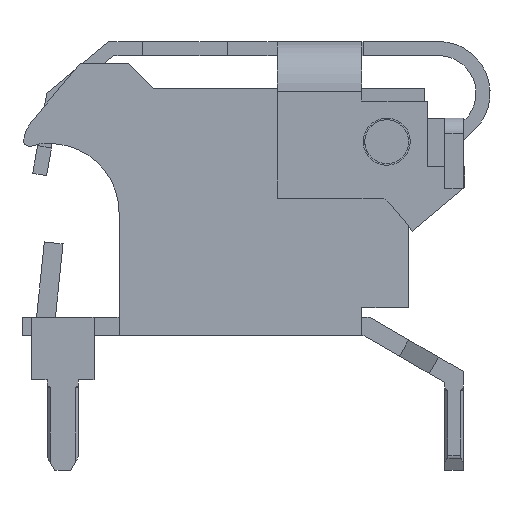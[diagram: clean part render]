
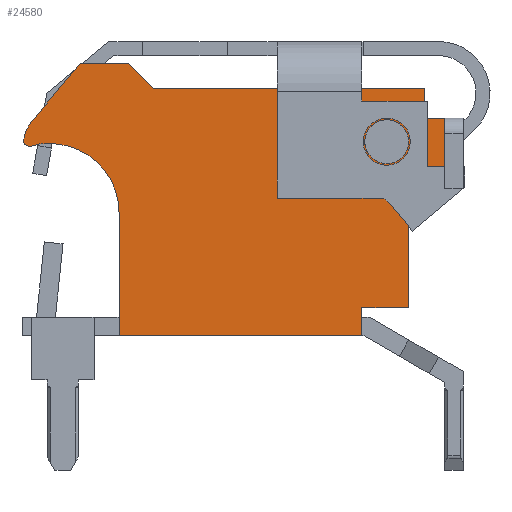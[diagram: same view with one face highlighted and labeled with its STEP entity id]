
A CAD part, left-side view. The second image highlights one B-rep face of the part: STEP entity #24580.
In plain terms, the highlighted face is planar.
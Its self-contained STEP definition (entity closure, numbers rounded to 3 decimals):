
#5090=CARTESIAN_POINT('',(0.,19.39,-33.789));
#5100=DIRECTION('',(1.,0.,0.));
#5110=VECTOR('',#5100,1.);
#5120=LINE('',#5090,#5110);
#5130=CARTESIAN_POINT('',(5.488,19.39,
-33.789));
#5140=VERTEX_POINT('',#5130);
#5150=CARTESIAN_POINT('',(7.027,19.39,
-33.789));
#5160=VERTEX_POINT('',#5150);
#5170=EDGE_CURVE('',#5140,#5160,#5120,.T.);
#6720=CARTESIAN_POINT('',(-1.962,13.238,
-27.637));
#6730=VERTEX_POINT('',#6720);
#6760=CARTESIAN_POINT('',(-1.962,48.652,
-63.052));
#6770=DIRECTION('',(0.,-0.707,
0.707));
#6780=VECTOR('',#6770,1.);
#6790=LINE('',#6760,#6780);
#6800=CARTESIAN_POINT('',(-1.962,13.874,
-28.274));
#6810=VERTEX_POINT('',#6800);
#6820=EDGE_CURVE('',#6810,#6730,#6790,.T.);
#7550=CARTESIAN_POINT('',(-3.335,17.906,
-32.305));
#7560=VERTEX_POINT('',#7550);
#7780=CARTESIAN_POINT('',(-2.189,17.338,
-31.738));
#7790=VERTEX_POINT('',#7780);
#7820=CARTESIAN_POINT('',(-2.762,17.622,
-32.021));
#7830=DIRECTION('',(0.,-0.707,
-0.707));
#7840=DIRECTION('',(0.819,-0.406,
0.406));
#7850=AXIS2_PLACEMENT_3D('',#7820,#7830,#7840);
#7860=CIRCLE('',#7850,0.7);
#7870=CARTESIAN_POINT('',(-2.42,18.054,
-32.453));
#7880=VERTEX_POINT('',#7870);
#7890=EDGE_CURVE('',#7880,#7790,#7860,.T.);
#7910=EDGE_CURVE('',#7560,#7880,#7860,.T.);
#9730=CARTESIAN_POINT('',(5.788,16.023,
-30.423));
#9740=VERTEX_POINT('',#9730);
#9770=CARTESIAN_POINT('',(5.788,48.652,
-63.052));
#9780=DIRECTION('',(0.,0.707,
-0.707));
#9790=VECTOR('',#9780,1.);
#9800=LINE('',#9770,#9790);
#9810=CARTESIAN_POINT('',(5.788,13.238,
-27.637));
#9820=VERTEX_POINT('',#9810);
#9830=EDGE_CURVE('',#9820,#9740,#9800,.T.);
#10280=CARTESIAN_POINT('',(-3.962,18.824,
-33.224));
#10290=VERTEX_POINT('',#10280);
#10440=CARTESIAN_POINT('',(-3.962,18.152,
-32.552));
#10450=VERTEX_POINT('',#10440);
#10480=CARTESIAN_POINT('',(-3.962,48.652,
-63.052));
#10490=DIRECTION('',(0.,0.707,
-0.707));
#10500=VECTOR('',#10490,1.);
#10510=LINE('',#10480,#10500);
#10520=EDGE_CURVE('',#10450,#10290,#10510,.T.);
#16340=CARTESIAN_POINT('',(-4.197,17.056,
-31.456));
#16350=VERTEX_POINT('',#16340);
#16380=CARTESIAN_POINT('',(0.,17.056,-31.456));
#16390=DIRECTION('',(-1.,0.,0.));
#16400=VECTOR('',#16390,1.);
#16410=LINE('',#16380,#16400);
#16420=CARTESIAN_POINT('',(-4.612,17.056,
-31.456));
#16430=VERTEX_POINT('',#16420);
#16440=EDGE_CURVE('',#16350,#16430,#16410,.T.);
#17140=CARTESIAN_POINT('',(0.,15.509,-29.909));
#17150=DIRECTION('',(-0.707,-0.5,
0.5));
#17160=VECTOR('',#17150,1.);
#17170=LINE('',#17140,#17160);
#17180=CARTESIAN_POINT('',(4.688,18.824,
-33.224));
#17190=VERTEX_POINT('',#17180);
#17200=EDGE_CURVE('',#5140,#17190,#17170,.T.);
#17530=CARTESIAN_POINT('',(-4.612,48.652,
-63.052));
#17540=DIRECTION('',(0.,0.707,
-0.707));
#17550=VECTOR('',#17540,1.);
#17560=LINE('',#17530,#17550);
#17570=CARTESIAN_POINT('',(-4.612,18.152,
-32.552));
#17580=VERTEX_POINT('',#17570);
#17590=EDGE_CURVE('',#16430,#17580,#17560,.T.);
#21810=CARTESIAN_POINT('',(7.553,17.516,
-31.915));
#21820=DIRECTION('',(0.,0.707,
0.707));
#21830=DIRECTION('',(1.,0.,0.));
#21840=AXIS2_PLACEMENT_3D('',#21810,#21820,#21830);
#21850=CIRCLE('',#21840,1.3);
#21860=CARTESIAN_POINT('',(8.838,17.657,
-32.057));
#21870=VERTEX_POINT('',#21860);
#21880=CARTESIAN_POINT('',(8.549,18.107,
-32.506));
#21890=VERTEX_POINT('',#21880);
#21900=EDGE_CURVE('',#21870,#21890,#21850,.T.);
#23580=CARTESIAN_POINT('',(-0.592,16.13,
-30.53));
#23590=DIRECTION('',(0.,-0.707,
-0.707));
#23600=DIRECTION('',(-1.,0.,0.));
#23610=AXIS2_PLACEMENT_3D('',#23580,#23590,#23600);
#23620=PLANE('',#23610);
#23630=ORIENTED_EDGE('',*,*,#7890,.F.);
#23640=EDGE_CURVE('',#7790,#7560,#7860,.T.);
#23650=ORIENTED_EDGE('',*,*,#23640,.F.);
#23660=ORIENTED_EDGE('',*,*,#7910,.F.);
#23670=EDGE_LOOP('',(#23660,#23650,#23630));
#23680=FACE_BOUND('',#23670,.T.);
#23690=ORIENTED_EDGE('',*,*,#10520,.T.);
#23700=CARTESIAN_POINT('',(0.,18.152,
-32.552));
#23710=DIRECTION('',(1.,0.,0.));
#23720=VECTOR('',#23710,1.);
#23730=LINE('',#23700,#23720);
#23740=EDGE_CURVE('',#17580,#10450,#23730,.T.);
#23750=ORIENTED_EDGE('',*,*,#23740,.T.);
#23760=ORIENTED_EDGE('',*,*,#17590,.T.);
#23770=ORIENTED_EDGE('',*,*,#16440,.T.);
#23780=CARTESIAN_POINT('',(23.14,-16.424,
2.024));
#23790=DIRECTION('',(-0.5,0.612,
-0.612));
#23800=VECTOR('',#23790,1.);
#23810=LINE('',#23780,#23800);
#23820=CARTESIAN_POINT('',(-3.462,16.157,
-30.556));
#23830=VERTEX_POINT('',#23820);
#23840=EDGE_CURVE('',#23830,#16350,#23810,.T.);
#23850=ORIENTED_EDGE('',*,*,#23840,.T.);
#23860=CARTESIAN_POINT('',(-3.462,48.652,
-63.052));
#23870=DIRECTION('',(0.,0.707,
-0.707));
#23880=VECTOR('',#23870,1.);
#23890=LINE('',#23860,#23880);
#23900=CARTESIAN_POINT('',(-3.462,13.874,
-28.274));
#23910=VERTEX_POINT('',#23900);
#23920=EDGE_CURVE('',#23910,#23830,#23890,.T.);
#23930=ORIENTED_EDGE('',*,*,#23920,.T.);
#23940=CARTESIAN_POINT('',(0.,13.874,
-28.274));
#23950=DIRECTION('',(-1.,0.,0.));
#23960=VECTOR('',#23950,1.);
#23970=LINE('',#23940,#23960);
#23980=EDGE_CURVE('',#6810,#23910,#23970,.T.);
#23990=ORIENTED_EDGE('',*,*,#23980,.T.);
#24000=ORIENTED_EDGE('',*,*,#6820,.F.);
#24010=CARTESIAN_POINT('',(0.,13.238,-27.637));
#24020=DIRECTION('',(-1.,0.,0.));
#24030=VECTOR('',#24020,1.);
#24040=LINE('',#24010,#24030);
#24050=EDGE_CURVE('',#9820,#6730,#24040,.T.);
#24060=ORIENTED_EDGE('',*,*,#24050,.T.);
#24070=ORIENTED_EDGE('',*,*,#9830,.F.);
#24080=CARTESIAN_POINT('',(7.988,16.023,
-30.423));
#24090=DIRECTION('',(0.,-0.707,
-0.707));
#24100=DIRECTION('',(0.,-0.707,
0.707));
#24110=AXIS2_PLACEMENT_3D('',#24080,#24090,#24100);
#24120=CIRCLE('',#24110,2.2);
#24130=CARTESIAN_POINT('',(8.171,17.574,
-31.973));
#24140=VERTEX_POINT('',#24130);
#24150=EDGE_CURVE('',#9740,#24140,#24120,.T.);
#24160=ORIENTED_EDGE('',*,*,#24150,.F.);
#24170=CARTESIAN_POINT('',(8.238,17.367,
-31.767));
#24180=DIRECTION('',(0.,0.707,
0.707));
#24190=DIRECTION('',(1.,0.,0.));
#24200=AXIS2_PLACEMENT_3D('',#24170,#24180,#24190);
#24210=CIRCLE('',#24200,0.3);
#24220=CARTESIAN_POINT('',(8.316,17.572,
-31.971));
#24230=VERTEX_POINT('',#24220);
#24240=EDGE_CURVE('',#24230,#24140,#24210,.T.);
#24250=ORIENTED_EDGE('',*,*,#24240,.T.);
#24260=CARTESIAN_POINT('',(0.,19.147,-33.547));
#24270=DIRECTION('',(0.966,-0.183,
0.183));
#24280=VECTOR('',#24270,1.);
#24290=LINE('',#24260,#24280);
#24300=CARTESIAN_POINT('',(8.586,17.521,
-31.92));
#24310=VERTEX_POINT('',#24300);
#24320=EDGE_CURVE('',#24230,#24310,#24290,.T.);
#24330=ORIENTED_EDGE('',*,*,#24320,.F.);
#24340=CARTESIAN_POINT('',(8.638,17.657,
-32.057));
#24350=DIRECTION('',(0.,0.707,
0.707));
#24360=DIRECTION('',(1.,0.,0.));
#24370=AXIS2_PLACEMENT_3D('',#24340,#24350,#24360);
#24380=CIRCLE('',#24370,0.2);
#24390=EDGE_CURVE('',#24310,#21870,#24380,.T.);
#24400=ORIENTED_EDGE('',*,*,#24390,.F.);
#24410=ORIENTED_EDGE('',*,*,#21900,.F.);
#24420=CARTESIAN_POINT('',(-27.698,48.652,
-63.052));
#24430=DIRECTION('',(0.643,-0.542,
0.542));
#24440=VECTOR('',#24430,1.);
#24450=LINE('',#24420,#24440);
#24460=EDGE_CURVE('',#5160,#21890,#24450,.T.);
#24470=ORIENTED_EDGE('',*,*,#24460,.T.);
#24480=ORIENTED_EDGE('',*,*,#5170,.T.);
#24490=ORIENTED_EDGE('',*,*,#17200,.F.);
#24500=CARTESIAN_POINT('',(0.,18.824,-33.224));
#24510=DIRECTION('',(-1.,0.,0.));
#24520=VECTOR('',#24510,1.);
#24530=LINE('',#24500,#24520);
#24540=EDGE_CURVE('',#17190,#10290,#24530,.T.);
#24550=ORIENTED_EDGE('',*,*,#24540,.F.);
#24560=EDGE_LOOP('',(#24550,#24490,#24480,#24470,#24410,#24400,#24330,
#24250,#24160,#24070,#24060,#24000,#23990,#23930,#23850,#23770,#23760,
#23750,#23690));
#24570=FACE_OUTER_BOUND('',#24560,.T.);
#24580=ADVANCED_FACE('',(#23680,#24570),#23620,.T.);
